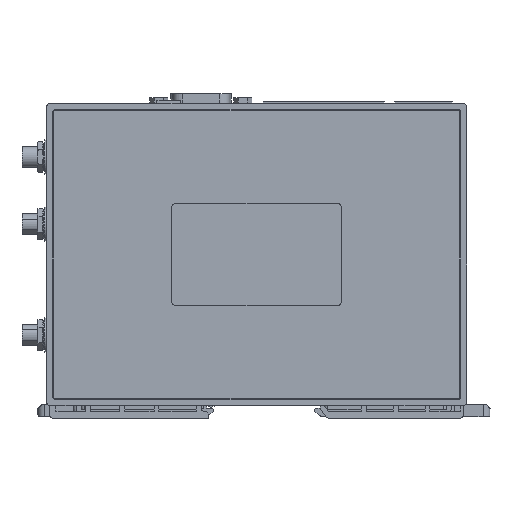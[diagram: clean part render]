
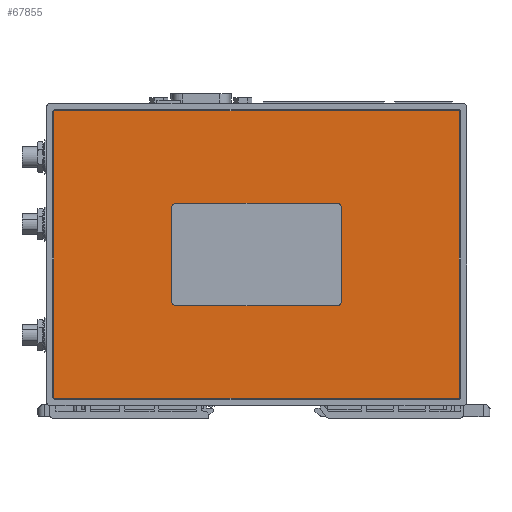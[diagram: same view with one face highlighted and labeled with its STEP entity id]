
A CAD part, front view. The second image highlights one B-rep face of the part: STEP entity #67855.
In plain terms, the highlighted planar face has unit normal (0, -1, 0).
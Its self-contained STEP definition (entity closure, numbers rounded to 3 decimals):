
#28054=DIRECTION('',(0.,0.,1.));
#28055=VECTOR('',#28054,85.1);
#28056=CARTESIAN_POINT('',(-60.4,-25.5,-33.736));
#28057=LINE('',#28056,#28055);
#28077=DIRECTION('',(-1.,0.,0.));
#28078=VECTOR('',#28077,120.2);
#28079=CARTESIAN_POINT('',(60.1,-25.5,-34.036));
#28080=LINE('',#28079,#28078);
#28100=DIRECTION('',(0.,0.,-1.));
#28101=VECTOR('',#28100,85.1);
#28102=CARTESIAN_POINT('',(60.4,-25.5,51.364));
#28103=LINE('',#28102,#28101);
#28123=DIRECTION('',(1.,0.,0.));
#28124=VECTOR('',#28123,120.2);
#28125=CARTESIAN_POINT('',(-60.1,-25.5,51.664));
#28126=LINE('',#28125,#28124);
#28142=CARTESIAN_POINT('',(60.1,-25.5,-33.736));
#28143=DIRECTION('',(0.,-1.,0.));
#28144=DIRECTION('',(0.,0.,-1.));
#28145=AXIS2_PLACEMENT_3D('',#28142,#28143,#28144);
#28147=CARTESIAN_POINT('',(-60.1,-25.5,-33.736));
#28148=DIRECTION('',(0.,-1.,0.));
#28149=DIRECTION('',(-1.,0.,0.));
#28150=AXIS2_PLACEMENT_3D('',#28147,#28148,#28149);
#28152=CARTESIAN_POINT('',(-60.1,-25.5,51.364));
#28153=DIRECTION('',(0.,-1.,0.));
#28154=DIRECTION('',(0.,0.,1.));
#28155=AXIS2_PLACEMENT_3D('',#28152,#28153,#28154);
#28157=CARTESIAN_POINT('',(60.1,-25.5,51.364));
#28158=DIRECTION('',(0.,-1.,0.));
#28159=DIRECTION('',(1.,0.,0.));
#28160=AXIS2_PLACEMENT_3D('',#28157,#28158,#28159);
#28162=CARTESIAN_POINT('',(-23.8,-25.5,-4.986));
#28163=DIRECTION('',(0.,1.,0.));
#28164=DIRECTION('',(0.,0.,-1.));
#28165=AXIS2_PLACEMENT_3D('',#28162,#28163,#28164);
#28167=CARTESIAN_POINT('',(23.8,-25.5,-4.986));
#28168=DIRECTION('',(0.,1.,0.));
#28169=DIRECTION('',(1.,0.,0.));
#28170=AXIS2_PLACEMENT_3D('',#28167,#28168,#28169);
#28172=CARTESIAN_POINT('',(23.8,-25.5,22.614));
#28173=DIRECTION('',(0.,1.,0.));
#28174=DIRECTION('',(0.,0.,1.));
#28175=AXIS2_PLACEMENT_3D('',#28172,#28173,#28174);
#28177=CARTESIAN_POINT('',(-23.8,-25.5,22.614));
#28178=DIRECTION('',(0.,1.,0.));
#28179=DIRECTION('',(-1.,0.,0.));
#28180=AXIS2_PLACEMENT_3D('',#28177,#28178,#28179);
#28190=DIRECTION('',(0.,0.,-1.));
#28191=VECTOR('',#28190,27.6);
#28192=CARTESIAN_POINT('',(-25.3,-25.5,22.614));
#28193=LINE('',#28192,#28191);
#28210=DIRECTION('',(-1.,0.,0.));
#28211=VECTOR('',#28210,47.6);
#28212=CARTESIAN_POINT('',(23.8,-25.5,24.114));
#28213=LINE('',#28212,#28211);
#28222=DIRECTION('',(0.,0.,1.));
#28223=VECTOR('',#28222,27.6);
#28224=CARTESIAN_POINT('',(25.3,-25.5,-4.986));
#28225=LINE('',#28224,#28223);
#28238=DIRECTION('',(1.,0.,0.));
#28239=VECTOR('',#28238,47.6);
#28240=CARTESIAN_POINT('',(-23.8,-25.5,-6.486));
#28241=LINE('',#28240,#28239);
#34801=CARTESIAN_POINT('',(-60.4,-25.5,-33.736));
#34802=CARTESIAN_POINT('',(-60.4,-25.5,51.364));
#34803=VERTEX_POINT('',#34801);
#34804=VERTEX_POINT('',#34802);
#35259=CARTESIAN_POINT('',(23.8,-25.5,24.114));
#35260=CARTESIAN_POINT('',(-23.8,-25.5,24.114));
#35261=VERTEX_POINT('',#35259);
#35262=VERTEX_POINT('',#35260);
#36324=CARTESIAN_POINT('',(60.4,-25.5,51.364));
#36325=CARTESIAN_POINT('',(60.1,-25.5,51.664));
#36326=VERTEX_POINT('',#36324);
#36327=VERTEX_POINT('',#36325);
#36463=CARTESIAN_POINT('',(-60.1,-25.5,51.664));
#36465=VERTEX_POINT('',#36463);
#36661=CARTESIAN_POINT('',(60.4,-25.5,-33.736));
#36663=VERTEX_POINT('',#36661);
#36781=CARTESIAN_POINT('',(60.1,-25.5,-34.036));
#36782=CARTESIAN_POINT('',(-60.1,-25.5,-34.036));
#36783=VERTEX_POINT('',#36781);
#36784=VERTEX_POINT('',#36782);
#37086=CARTESIAN_POINT('',(-25.3,-25.5,22.614));
#37087=VERTEX_POINT('',#37086);
#37929=CARTESIAN_POINT('',(-25.3,-25.5,-4.986));
#37930=VERTEX_POINT('',#37929);
#39453=CARTESIAN_POINT('',(-23.8,-25.5,-6.486));
#39454=CARTESIAN_POINT('',(23.8,-25.5,-6.486));
#39455=VERTEX_POINT('',#39453);
#39456=VERTEX_POINT('',#39454);
#39868=CARTESIAN_POINT('',(25.3,-25.5,22.614));
#39869=VERTEX_POINT('',#39868);
#40543=CARTESIAN_POINT('',(25.3,-25.5,-4.986));
#40544=VERTEX_POINT('',#40543);
#67822=CARTESIAN_POINT('',(0.,-25.5,-0.236));
#67823=DIRECTION('',(0.,-1.,0.));
#67824=DIRECTION('',(0.,0.,-1.));
#67825=AXIS2_PLACEMENT_3D('',#67822,#67823,#67824);
#67826=PLANE('',#67825);
#67827=ORIENTED_EDGE('',*,*,#67776,.T.);
#67828=ORIENTED_EDGE('',*,*,#67762,.F.);
#67829=ORIENTED_EDGE('',*,*,#67748,.T.);
#67830=ORIENTED_EDGE('',*,*,#67734,.F.);
#67831=ORIENTED_EDGE('',*,*,#67720,.T.);
#67832=ORIENTED_EDGE('',*,*,#67817,.F.);
#67833=ORIENTED_EDGE('',*,*,#67804,.T.);
#67834=ORIENTED_EDGE('',*,*,#67790,.F.);
#67835=EDGE_LOOP('',(#67827,#67828,#67829,#67830,#67831,#67832,#67833,#67834));
#67836=FACE_OUTER_BOUND('',#67835,.F.);
#67838=ORIENTED_EDGE('',*,*,#67837,.F.);
#67840=ORIENTED_EDGE('',*,*,#67839,.T.);
#67842=ORIENTED_EDGE('',*,*,#67841,.F.);
#67844=ORIENTED_EDGE('',*,*,#67843,.T.);
#67846=ORIENTED_EDGE('',*,*,#67845,.F.);
#67848=ORIENTED_EDGE('',*,*,#67847,.T.);
#67850=ORIENTED_EDGE('',*,*,#67849,.F.);
#67852=ORIENTED_EDGE('',*,*,#67851,.T.);
#67853=EDGE_LOOP('',(#67838,#67840,#67842,#67844,#67846,#67848,#67850,#67852));
#67854=FACE_BOUND('',#67853,.F.);
#67855=ADVANCED_FACE('',(#67836,#67854),#67826,.T.);
#28146=CIRCLE('',#28145,0.3);
#28151=CIRCLE('',#28150,0.3);
#28156=CIRCLE('',#28155,0.3);
#28161=CIRCLE('',#28160,0.3);
#28166=CIRCLE('',#28165,1.5);
#28171=CIRCLE('',#28170,1.5);
#28176=CIRCLE('',#28175,1.5);
#28181=CIRCLE('',#28180,1.5);
#67720=EDGE_CURVE('',#34803,#34804,#28057,.T.);
#67734=EDGE_CURVE('',#34803,#36784,#28151,.T.);
#67748=EDGE_CURVE('',#36783,#36784,#28080,.T.);
#67762=EDGE_CURVE('',#36783,#36663,#28146,.T.);
#67776=EDGE_CURVE('',#36326,#36663,#28103,.T.);
#67790=EDGE_CURVE('',#36326,#36327,#28161,.T.);
#67804=EDGE_CURVE('',#36465,#36327,#28126,.T.);
#67817=EDGE_CURVE('',#36465,#34804,#28156,.T.);
#67837=EDGE_CURVE('',#39455,#37930,#28166,.T.);
#67839=EDGE_CURVE('',#39455,#39456,#28241,.T.);
#67841=EDGE_CURVE('',#40544,#39456,#28171,.T.);
#67843=EDGE_CURVE('',#40544,#39869,#28225,.T.);
#67845=EDGE_CURVE('',#35261,#39869,#28176,.T.);
#67847=EDGE_CURVE('',#35261,#35262,#28213,.T.);
#67849=EDGE_CURVE('',#37087,#35262,#28181,.T.);
#67851=EDGE_CURVE('',#37087,#37930,#28193,.T.);
